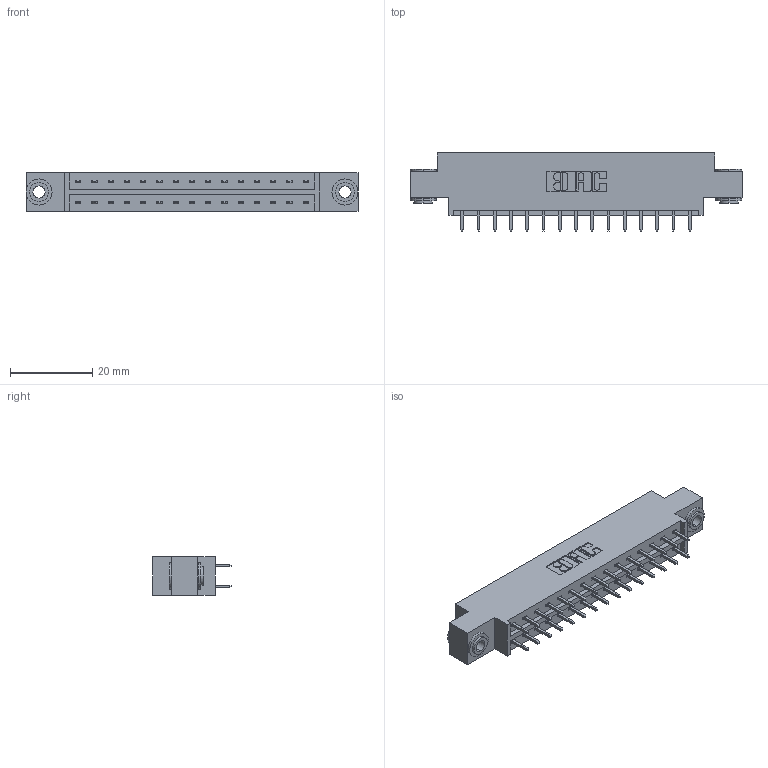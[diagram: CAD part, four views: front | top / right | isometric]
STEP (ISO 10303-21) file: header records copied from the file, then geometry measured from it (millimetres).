
FILE_DESCRIPTION (( 'STEP AP203' ), '1' );
FILE_NAME ('833-030-521-803.STEP', '2020-06-02T12:20:50', ( '' ), ( '' ), 'SwSTEP 2.0', 'SolidWorks 2020', '' );
FILE_SCHEMA (( 'CONFIG_CONTROL_DESIGN' ));
Length unit declared in the file: inch
Products named in the file (4): 833 Part_Offset - .156 Dia - TH; 833-030-521-803; 345-292-001_345-293-121; 345-250-002_345-250-002-102
Assembly tree (33 placements, depth 2):
  833-030-521-803
    833 Part_Offset - .156 Dia - TH
    345-292-001_345-293-121  x30
    345-250-002_345-250-002-102  x2
Bounding box: 80.98 x 19.06 x 9.4 mm (x, y, z)
Volume: 7794 mm3; surface area: 9279.7 mm2
Topology: 33 solids, 33 shells, 1716 faces, 5049 edges, 3322 vertices
Faces by surface type: plane 1164, cylinder 544, cone 8
Entity records: 13942 total; most frequent: CARTESIAN_POINT 2321, ORIENTED_EDGE 2250, DIRECTION 2063, EDGE_CURVE 1125, VECTOR 973, LINE 973, VERTEX_POINT 746, AXIS2_PLACEMENT_3D 545
